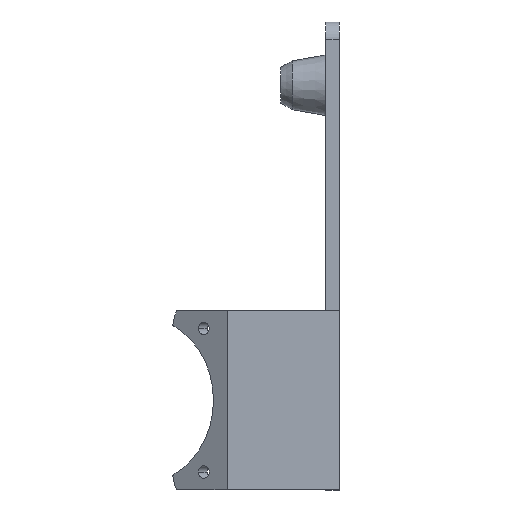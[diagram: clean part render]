
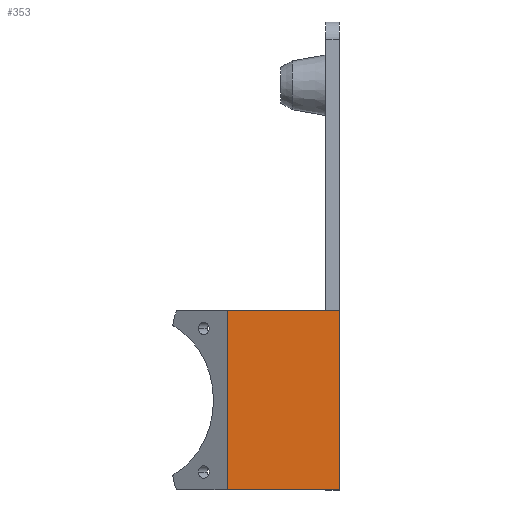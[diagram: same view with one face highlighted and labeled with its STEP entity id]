
A CAD part, left-side view. The second image highlights one B-rep face of the part: STEP entity #353.
In plain terms, the highlighted planar face has unit normal (-1, 0, 0).
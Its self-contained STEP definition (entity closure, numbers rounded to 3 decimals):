
#105 = DIRECTION ( 'NONE',  ( 0., 0., -1. ) ) ;
#184 = CARTESIAN_POINT ( 'NONE',  ( -68.835, 0., -12.15 ) ) ;
#217 = CARTESIAN_POINT ( 'NONE',  ( -68.835, 25., -52.15 ) ) ;
#261 = VECTOR ( 'NONE', #1887, 1000. ) ;
#316 = ORIENTED_EDGE ( 'NONE', *, *, #1826, .T. ) ;
#320 = EDGE_CURVE ( 'NONE', #1118, #865, #923, .T. ) ;
#353 = ADVANCED_FACE ( 'NONE', ( #1601 ), #417, .F. ) ;
#375 = CARTESIAN_POINT ( 'NONE',  ( -68.835, 25., -12.15 ) ) ;
#400 = ORIENTED_EDGE ( 'NONE', *, *, #1321, .T. ) ;
#417 = PLANE ( 'NONE',  #897 ) ;
#499 = ORIENTED_EDGE ( 'NONE', *, *, #320, .T. ) ;
#529 = CARTESIAN_POINT ( 'NONE',  ( -68.835, 25., -52.15 ) ) ;
#538 = VECTOR ( 'NONE', #971, 1000. ) ;
#865 = VERTEX_POINT ( 'NONE', #1843 ) ;
#897 = AXIS2_PLACEMENT_3D ( 'NONE', #1295, #1718, #105 ) ;
#923 = LINE ( 'NONE', #375, #1266 ) ;
#971 = DIRECTION ( 'NONE',  ( 0., 0., -1. ) ) ;
#1066 = EDGE_CURVE ( 'NONE', #1548, #1867, #1082, .T. ) ;
#1082 = LINE ( 'NONE', #1760, #261 ) ;
#1118 = VERTEX_POINT ( 'NONE', #184 ) ;
#1266 = VECTOR ( 'NONE', #1396, 1000. ) ;
#1274 = ORIENTED_EDGE ( 'NONE', *, *, #1066, .T. ) ;
#1295 = CARTESIAN_POINT ( 'NONE',  ( -68.835, 0., 0. ) ) ;
#1321 = EDGE_CURVE ( 'NONE', #865, #1548, #1837, .T. ) ;
#1396 = DIRECTION ( 'NONE',  ( 0., 1., 0. ) ) ;
#1400 = VECTOR ( 'NONE', #1412, 1000. ) ;
#1412 = DIRECTION ( 'NONE',  ( 0., 0., 1. ) ) ;
#1440 = CARTESIAN_POINT ( 'NONE',  ( -68.835, 0., -52.15 ) ) ;
#1548 = VERTEX_POINT ( 'NONE', #217 ) ;
#1570 = CARTESIAN_POINT ( 'NONE',  ( -68.835, 0., -12.15 ) ) ;
#1601 = FACE_OUTER_BOUND ( 'NONE', #1632, .T. ) ;
#1632 = EDGE_LOOP ( 'NONE', ( #316, #499, #400, #1274 ) ) ;
#1669 = LINE ( 'NONE', #1570, #1400 ) ;
#1718 = DIRECTION ( 'NONE',  ( 1., 0., 0. ) ) ;
#1760 = CARTESIAN_POINT ( 'NONE',  ( -68.835, 0., -52.15 ) ) ;
#1826 = EDGE_CURVE ( 'NONE', #1867, #1118, #1669, .T. ) ;
#1837 = LINE ( 'NONE', #529, #538 ) ;
#1843 = CARTESIAN_POINT ( 'NONE',  ( -68.835, 25., -12.15 ) ) ;
#1867 = VERTEX_POINT ( 'NONE', #1440 ) ;
#1887 = DIRECTION ( 'NONE',  ( 0., -1., 0. ) ) ;
